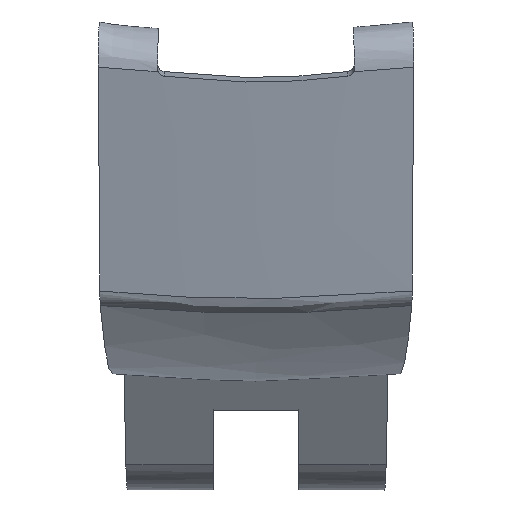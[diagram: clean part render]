
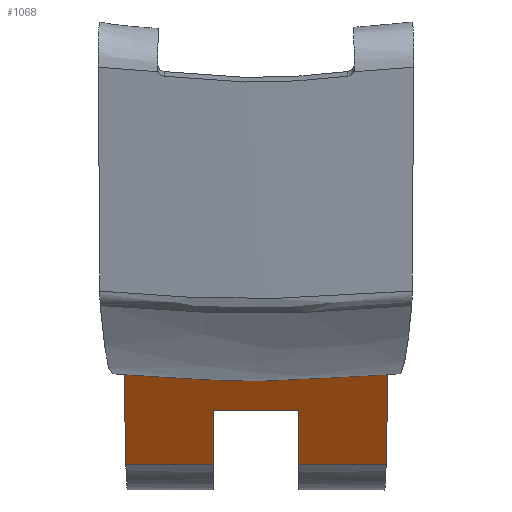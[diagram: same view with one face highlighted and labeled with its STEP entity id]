
A CAD part, top view. The second image highlights one B-rep face of the part: STEP entity #1068.
In plain terms, the highlighted planar face has unit normal (0, -0.545, 0.839).
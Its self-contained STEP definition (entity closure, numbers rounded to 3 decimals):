
#83=B_SPLINE_CURVE_WITH_KNOTS('',3,(#1954,#1955,#1956,#1957),
 .UNSPECIFIED.,.F.,.F.,(4,4),(-2.602,-0.034),
 .UNSPECIFIED.);
#191=PLANE('',#1147);
#214=FACE_OUTER_BOUND('',#277,.T.);
#277=EDGE_LOOP('',(#792,#793,#794,#795,#796,#797,#798,#799));
#342=LINE('',#1291,#371);
#347=LINE('',#1321,#376);
#352=LINE('',#2546,#381);
#353=LINE('',#2548,#382);
#354=LINE('',#2550,#383);
#355=LINE('',#2552,#384);
#356=LINE('',#2553,#385);
#371=VECTOR('',#1184,10.);
#376=VECTOR('',#1195,10.);
#381=VECTOR('',#1222,10.);
#382=VECTOR('',#1223,10.);
#383=VECTOR('',#1224,10.);
#384=VECTOR('',#1225,10.);
#385=VECTOR('',#1226,10.);
#406=VERTEX_POINT('',#1289);
#407=VERTEX_POINT('',#1290);
#416=VERTEX_POINT('',#1318);
#417=VERTEX_POINT('',#1320);
#439=VERTEX_POINT('',#1953);
#457=VERTEX_POINT('',#2547);
#458=VERTEX_POINT('',#2549);
#459=VERTEX_POINT('',#2551);
#523=EDGE_CURVE('',#406,#407,#342,.T.);
#533=EDGE_CURVE('',#416,#417,#347,.T.);
#559=EDGE_CURVE('',#417,#439,#83,.T.);
#587=EDGE_CURVE('',#406,#416,#352,.T.);
#588=EDGE_CURVE('',#457,#407,#353,.T.);
#589=EDGE_CURVE('',#458,#457,#354,.T.);
#590=EDGE_CURVE('',#459,#458,#355,.T.);
#591=EDGE_CURVE('',#439,#459,#356,.T.);
#792=ORIENTED_EDGE('',*,*,#533,.F.);
#793=ORIENTED_EDGE('',*,*,#587,.F.);
#794=ORIENTED_EDGE('',*,*,#523,.T.);
#795=ORIENTED_EDGE('',*,*,#588,.F.);
#796=ORIENTED_EDGE('',*,*,#589,.F.);
#797=ORIENTED_EDGE('',*,*,#590,.F.);
#798=ORIENTED_EDGE('',*,*,#591,.F.);
#799=ORIENTED_EDGE('',*,*,#559,.F.);
#1068=ADVANCED_FACE('',(#214),#191,.T.);
#1147=AXIS2_PLACEMENT_3D('',#2545,#1220,#1221);
#1184=DIRECTION('',(0.,0.839,0.545));
#1195=DIRECTION('',(-0.017,0.839,0.545));
#1220=DIRECTION('center_axis',(0.,-0.545,
0.839));
#1221=DIRECTION('ref_axis',(0.,0.839,0.545));
#1222=DIRECTION('',(-1.,0.,0.));
#1223=DIRECTION('',(-1.,0.,0.));
#1224=DIRECTION('',(0.,0.839,0.545));
#1225=DIRECTION('',(-1.,0.,0.));
#1226=DIRECTION('',(-0.017,-0.839,-0.545));
#1289=CARTESIAN_POINT('',(-4.101,-20.942,-2.882));
#1290=CARTESIAN_POINT('',(-4.101,-15.768,0.478));
#1291=CARTESIAN_POINT('',(-4.101,-20.851,-2.823));
#1318=CARTESIAN_POINT('',(-12.551,-20.942,-2.882));
#1320=CARTESIAN_POINT('',(-12.823,-7.781,5.664));
#1321=CARTESIAN_POINT('',(-12.604,-18.369,-1.211));
#1953=CARTESIAN_POINT('',(12.823,-7.781,5.664));
#1954=CARTESIAN_POINT('Ctrl Pts',(-12.823,-7.782,5.664));
#1955=CARTESIAN_POINT('Ctrl Pts',(-4.302,-8.486,5.206));
#1956=CARTESIAN_POINT('Ctrl Pts',(4.302,-8.486,5.206));
#1957=CARTESIAN_POINT('Ctrl Pts',(12.823,-7.782,5.664));
#2545=CARTESIAN_POINT('Origin',(-4.101,-20.851,-2.823));
#2546=CARTESIAN_POINT('',(4.101,-20.942,-2.882));
#2547=CARTESIAN_POINT('',(4.101,-15.768,0.478));
#2548=CARTESIAN_POINT('',(0.,-15.768,0.478));
#2549=CARTESIAN_POINT('',(4.101,-20.942,-2.882));
#2550=CARTESIAN_POINT('',(4.101,-20.851,-2.823));
#2551=CARTESIAN_POINT('',(12.551,-20.942,-2.882));
#2552=CARTESIAN_POINT('',(4.101,-20.942,-2.882));
#2553=CARTESIAN_POINT('',(12.603,-18.416,-1.242));
